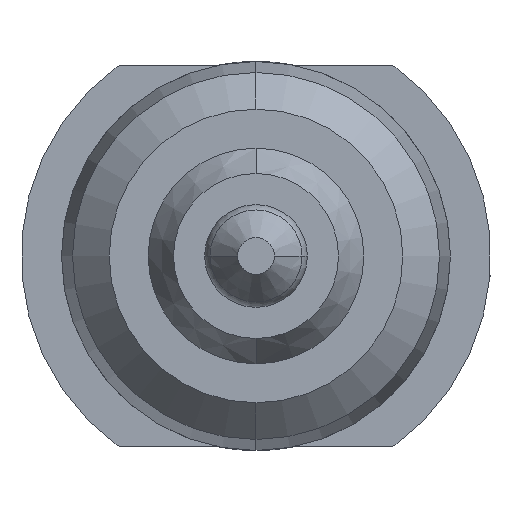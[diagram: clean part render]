
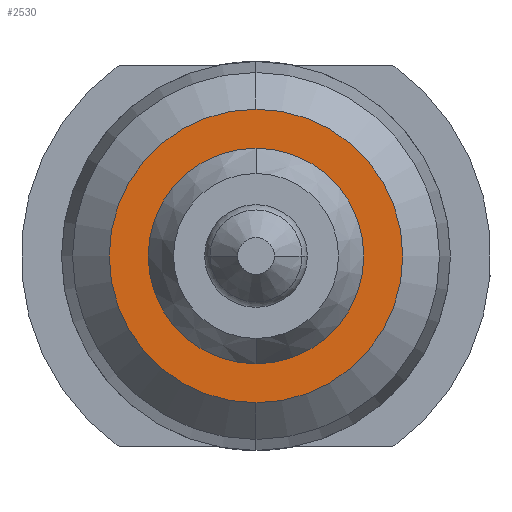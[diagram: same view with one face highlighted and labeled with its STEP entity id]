
A CAD part, front view. The second image highlights one B-rep face of the part: STEP entity #2530.
In plain terms, the highlighted planar face has unit normal (0, -1, 0).
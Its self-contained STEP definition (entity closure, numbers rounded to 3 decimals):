
#53 = CARTESIAN_POINT ( 'NONE',  ( 0., -28., 0. ) ) ;
#57 = CARTESIAN_POINT ( 'NONE',  ( 0., -28., 0.735 ) ) ;
#91 = CIRCLE ( 'NONE', #2938, 1. ) ;
#220 = DIRECTION ( 'NONE',  ( 0., -1., 0. ) ) ;
#334 = ORIENTED_EDGE ( 'NONE', *, *, #5678, .F. ) ;
#370 = CARTESIAN_POINT ( 'NONE',  ( 0., -28., 1. ) ) ;
#665 = DIRECTION ( 'NONE',  ( -1., 0., 0. ) ) ;
#905 = DIRECTION ( 'NONE',  ( 0., 0., -1. ) ) ;
#983 = EDGE_CURVE ( 'Defeature ausgef�hrt1_61+Defeature ausgef�hrt1_2+Defeature ausgef�hrt1_2+Defeature ausgef�hrt1_2', #1724, #5408, #4697, .T. ) ;
#1008 = ORIENTED_EDGE ( 'NONE', *, *, #2088, .F. ) ;
#1194 = FACE_OUTER_BOUND ( 'NONE', #2001, .T. ) ;
#1324 = AXIS2_PLACEMENT_3D ( 'NONE', #4369, #4829, #5260 ) ;
#1326 = DIRECTION ( 'NONE',  ( 0., 1., 0. ) ) ;
#1594 = DIRECTION ( 'NONE',  ( 0., 1., 0. ) ) ;
#1724 = VERTEX_POINT ( 'NONE', #57 ) ;
#1731 = DIRECTION ( 'NONE',  ( 0., 0., -1. ) ) ;
#2001 = EDGE_LOOP ( 'NONE', ( #2430, #1008 ) ) ;
#2064 = EDGE_LOOP ( 'NONE', ( #4452, #334 ) ) ;
#2088 = EDGE_CURVE ( 'Defeature ausgef�hrt1_13+Defeature ausgef�hrt1_2+Defeature ausgef�hrt1_2+Defeature ausgef�hrt1_2', #5687, #5061, #4899, .T. ) ;
#2430 = ORIENTED_EDGE ( 'NONE', *, *, #4400, .F. ) ;
#2530 = ADVANCED_FACE ( 'Defeature ausgef�hrt1_2', ( #3456, #1194 ), #2594, .F. ) ;
#2553 = AXIS2_PLACEMENT_3D ( 'NONE', #53, #1326, #905 ) ;
#2594 = PLANE ( 'NONE',  #3420 ) ;
#2795 = CARTESIAN_POINT ( 'NONE',  ( 0., -28., -1. ) ) ;
#2938 = AXIS2_PLACEMENT_3D ( 'NONE', #4285, #1594, #4714 ) ;
#3190 = CARTESIAN_POINT ( 'NONE',  ( 0., -28., -0.735 ) ) ;
#3420 = AXIS2_PLACEMENT_3D ( 'NONE', #3939, #5670, #1731 ) ;
#3456 = FACE_BOUND ( 'NONE', #2064, .T. ) ;
#3939 = CARTESIAN_POINT ( 'NONE',  ( -1., -28., 0. ) ) ;
#4189 = CIRCLE ( 'NONE', #1324, 0.735 ) ;
#4232 = CARTESIAN_POINT ( 'NONE',  ( 0., -28., 0. ) ) ;
#4285 = CARTESIAN_POINT ( 'NONE',  ( 0., -28., 0. ) ) ;
#4369 = CARTESIAN_POINT ( 'NONE',  ( 0., -28., 0. ) ) ;
#4400 = EDGE_CURVE ( 'Defeature ausgef�hrt1_13+Defeature ausgef�hrt1_2+Defeature ausgef�hrt1_2+Defeature ausgef�hrt1_2', #5061, #5687, #91, .T. ) ;
#4452 = ORIENTED_EDGE ( 'NONE', *, *, #983, .F. ) ;
#4697 = CIRCLE ( 'NONE', #4787, 0.735 ) ;
#4714 = DIRECTION ( 'NONE',  ( 0., 0., -1. ) ) ;
#4787 = AXIS2_PLACEMENT_3D ( 'NONE', #4232, #220, #665 ) ;
#4829 = DIRECTION ( 'NONE',  ( 0., -1., 0. ) ) ;
#4899 = CIRCLE ( 'NONE', #2553, 1. ) ;
#5061 = VERTEX_POINT ( 'NONE', #2795 ) ;
#5260 = DIRECTION ( 'NONE',  ( -1., 0., 0. ) ) ;
#5408 = VERTEX_POINT ( 'NONE', #3190 ) ;
#5670 = DIRECTION ( 'NONE',  ( 0., 1., 0. ) ) ;
#5678 = EDGE_CURVE ( 'Defeature ausgef�hrt1_61+Defeature ausgef�hrt1_2+Defeature ausgef�hrt1_2+Defeature ausgef�hrt1_2', #5408, #1724, #4189, .T. ) ;
#5687 = VERTEX_POINT ( 'NONE', #370 ) ;
